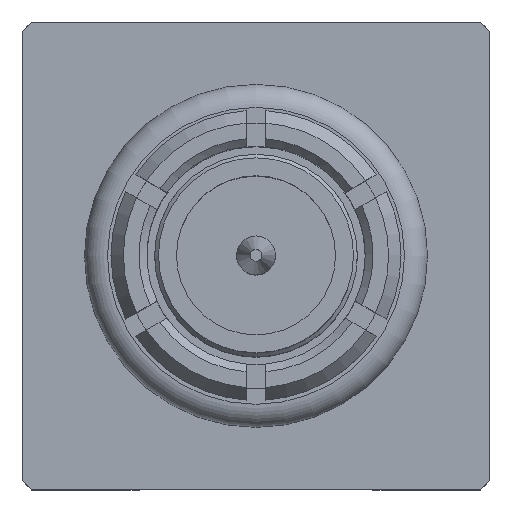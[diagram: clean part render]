
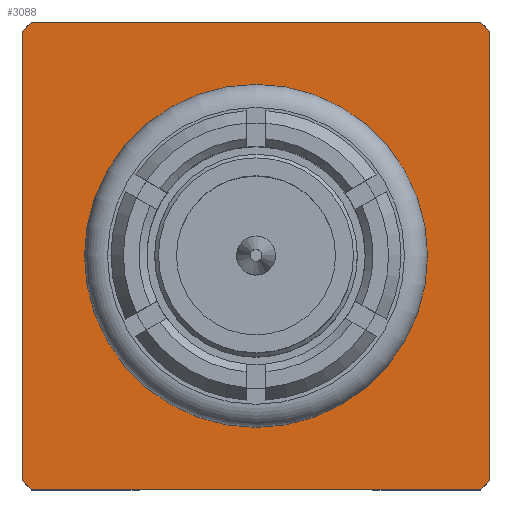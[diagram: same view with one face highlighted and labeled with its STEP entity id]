
A CAD part, top view. The second image highlights one B-rep face of the part: STEP entity #3088.
In plain terms, the highlighted planar face has unit normal (0, 0, 1).
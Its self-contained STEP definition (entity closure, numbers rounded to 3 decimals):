
#188=LINE('',#4603,#372);
#191=LINE('',#4609,#375);
#195=LINE('',#4617,#379);
#198=LINE('',#4623,#382);
#205=LINE('',#4637,#389);
#212=LINE('',#4650,#396);
#219=LINE('',#4663,#403);
#226=LINE('',#4676,#410);
#372=VECTOR('',#3799,1000.);
#375=VECTOR('',#3804,1000.);
#379=VECTOR('',#3810,1000.);
#382=VECTOR('',#3815,1000.);
#389=VECTOR('',#3828,1000.);
#396=VECTOR('',#3841,1000.);
#403=VECTOR('',#3854,1000.);
#410=VECTOR('',#3867,1000.);
#482=PLANE('',#3293);
#1139=ORIENTED_EDGE('',*,*,#1470,.T.);
#1140=ORIENTED_EDGE('',*,*,#1459,.F.);
#1141=ORIENTED_EDGE('',*,*,#1438,.T.);
#1142=ORIENTED_EDGE('',*,*,#1466,.F.);
#1143=ORIENTED_EDGE('',*,*,#1435,.T.);
#1144=ORIENTED_EDGE('',*,*,#1445,.T.);
#1145=ORIENTED_EDGE('',*,*,#1431,.T.);
#1146=ORIENTED_EDGE('',*,*,#1452,.T.);
#1147=ORIENTED_EDGE('',*,*,#1428,.T.);
#1428=EDGE_CURVE('',#1662,#1663,#188,.F.);
#1431=EDGE_CURVE('',#1664,#1665,#191,.T.);
#1435=EDGE_CURVE('',#1667,#1666,#195,.T.);
#1438=EDGE_CURVE('',#1669,#1668,#198,.F.);
#1445=EDGE_CURVE('',#1666,#1664,#205,.T.);
#1452=EDGE_CURVE('',#1665,#1662,#212,.T.);
#1459=EDGE_CURVE('',#1669,#1663,#219,.T.);
#1466=EDGE_CURVE('',#1667,#1668,#226,.T.);
#1470=EDGE_CURVE('',#1684,#1684,#1766,.T.);
#1662=VERTEX_POINT('',#4604);
#1663=VERTEX_POINT('',#4605);
#1664=VERTEX_POINT('',#4610);
#1665=VERTEX_POINT('',#4611);
#1666=VERTEX_POINT('',#4616);
#1667=VERTEX_POINT('',#4618);
#1668=VERTEX_POINT('',#4622);
#1669=VERTEX_POINT('',#4624);
#1684=VERTEX_POINT('',#4686);
#1766=CIRCLE('',#3294,2.2);
#1904=EDGE_LOOP('',(#1139));
#1905=EDGE_LOOP('',(#1140,#1141,#1142,#1143,#1144,#1145,#1146,#1147));
#2052=FACE_BOUND('',#1904,.T.);
#2053=FACE_BOUND('',#1905,.T.);
#3088=ADVANCED_FACE('',(#2052,#2053),#482,.T.);
#3293=AXIS2_PLACEMENT_3D('',#4684,#3877,#3878);
#3294=AXIS2_PLACEMENT_3D('',#4685,#3879,#3880);
#3799=DIRECTION('',(0.707,-0.707,0.));
#3804=DIRECTION('',(0.707,0.707,0.));
#3810=DIRECTION('',(0.707,-0.707,0.));
#3815=DIRECTION('',(0.707,0.707,0.));
#3828=DIRECTION('',(1.,0.,0.));
#3841=DIRECTION('',(0.,1.,0.));
#3854=DIRECTION('',(1.,0.,0.));
#3867=DIRECTION('',(0.,1.,0.));
#3877=DIRECTION('',(0.,0.,1.));
#3878=DIRECTION('',(1.,0.,0.));
#3879=DIRECTION('',(0.,0.,-1.));
#3880=DIRECTION('',(1.,0.,0.));
#4603=CARTESIAN_POINT('',(2.94,2.94,0.65));
#4604=CARTESIAN_POINT('',(3.,2.88,0.65));
#4605=CARTESIAN_POINT('',(2.88,3.,0.65));
#4609=CARTESIAN_POINT('',(-0.06,-5.94,0.65));
#4610=CARTESIAN_POINT('',(2.88,-3.,0.65));
#4611=CARTESIAN_POINT('',(3.,-2.88,0.65));
#4616=CARTESIAN_POINT('',(-2.88,-3.,0.65));
#4617=CARTESIAN_POINT('',(-2.94,-2.94,0.65));
#4618=CARTESIAN_POINT('',(-3.,-2.88,0.65));
#4622=CARTESIAN_POINT('',(-3.,2.88,0.65));
#4623=CARTESIAN_POINT('',(-5.94,-0.06,0.65));
#4624=CARTESIAN_POINT('',(-2.88,3.,0.65));
#4637=CARTESIAN_POINT('',(-3.,-3.,0.65));
#4650=CARTESIAN_POINT('',(3.,-3.,0.65));
#4663=CARTESIAN_POINT('',(-3.,3.,0.65));
#4676=CARTESIAN_POINT('',(-3.,-3.,0.65));
#4684=CARTESIAN_POINT('',(-3.,-3.,0.65));
#4685=CARTESIAN_POINT('',(0.,0.,0.65));
#4686=CARTESIAN_POINT('',(2.2,0.,0.65));
